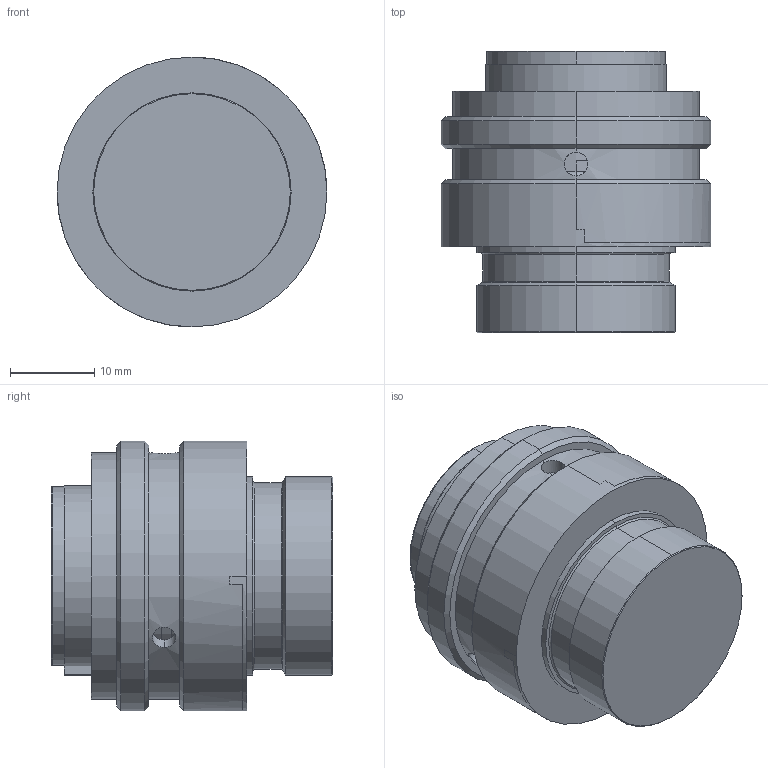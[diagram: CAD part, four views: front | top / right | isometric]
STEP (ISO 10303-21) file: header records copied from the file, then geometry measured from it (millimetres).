
FILE_DESCRIPTION((''),'2;1');
FILE_NAME('F1P1EMG-1601B00_SW000_SW0001','2009-11-25T',('mflageul'),('SOURIAU'),'PRO/ENGINEER BY PARAMETRIC TECHNOLOGY CORPORATION, 2005310','PRO/ENGINEER BY PARAMETRIC TECHNOLOGY CORPORATION, 2005310','');
FILE_SCHEMA(('CONFIG_CONTROL_DESIGN'));
Length unit declared in the file: millimetre
Products named in the file (1): F1P1EMG-1601B00_SW000_SW0001
Bounding box: 32.05 x 33.45 x 32.05 mm (x, y, z)
Surface area: 6256.5 mm2 (no closed solid volume)
Topology: 0 solids, 1 shells, 58 faces, 149 edges, 101 vertices
Faces by surface type: cylinder 29, plane 13, cone 10, torus 6
Entity records: 2088 total; most frequent: CARTESIAN_POINT 578, DIRECTION 320, ORIENTED_EDGE 298, EDGE_CURVE 149, AXIS2_PLACEMENT_3D 133, VERTEX_POINT 101, CIRCLE 75, EDGE_LOOP 72
